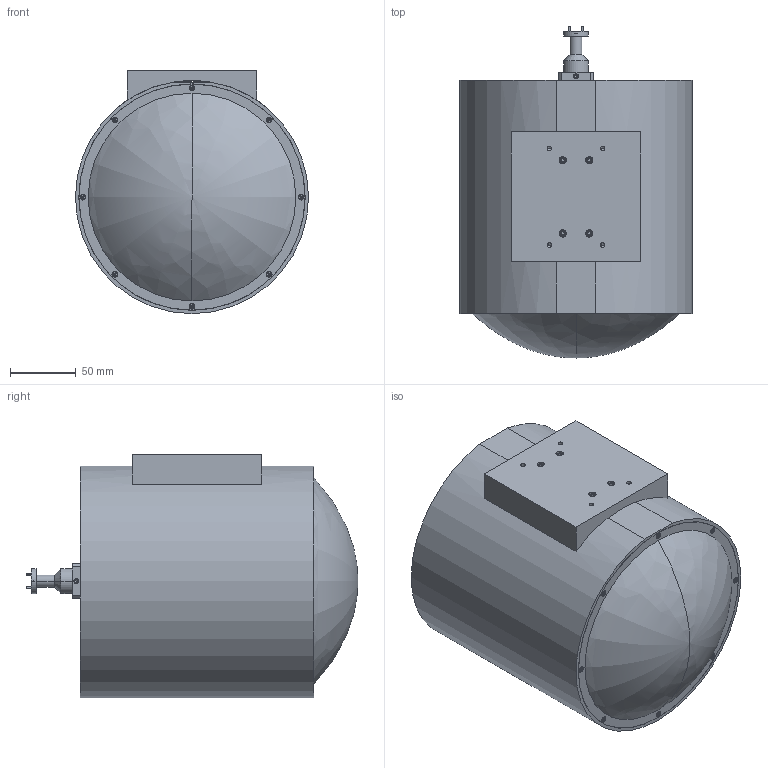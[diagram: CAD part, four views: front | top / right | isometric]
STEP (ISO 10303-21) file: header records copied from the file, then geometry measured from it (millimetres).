
FILE_DESCRIPTION (( 'STEP AP203' ), '1' );
FILE_NAME ('AG-CE40-110.STEP', '2022-03-10T03:42:00', ( '' ), ( '' ), 'SwSTEP 2.0', 'SolidWorks 2021', '' );
FILE_SCHEMA (( 'CONFIG_CONTROL_DESIGN' ));
Length unit declared in the file: millimetre
Products named in the file (1): AG-CE40-110
Bounding box: 177.8 x 253.25 x 185.58 mm (x, y, z)
Volume: 4883782.6 mm3; surface area: 178742.9 mm2
Topology: 31 solids, 31 shells, 1080 faces, 2559 edges, 1581 vertices
Faces by surface type: plane 484, cylinder 331, cone 263, bspline 2
Entity records: 34153 total; most frequent: CARTESIAN_POINT 9779, DIRECTION 5092, ORIENTED_EDGE 5010, EDGE_CURVE 2505, AXIS2_PLACEMENT_3D 1998, VERTEX_POINT 1581, EDGE_LOOP 1208, VECTOR 1096
